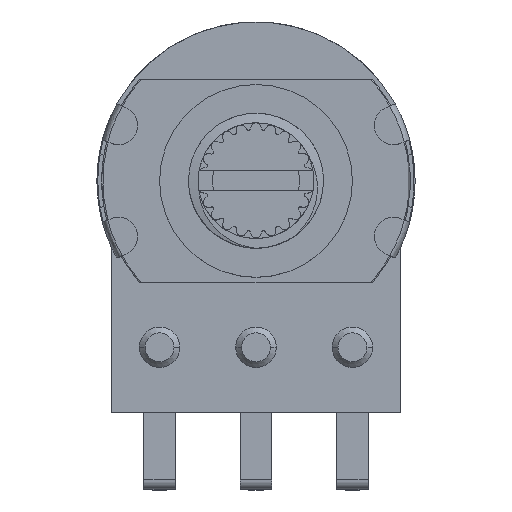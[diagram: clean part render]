
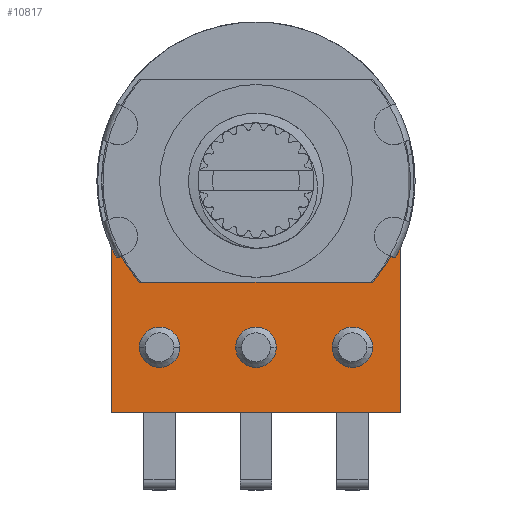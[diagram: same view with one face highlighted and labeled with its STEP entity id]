
A CAD part, top view. The second image highlights one B-rep face of the part: STEP entity #10817.
In plain terms, the highlighted planar face has unit normal (0, 0, 1).
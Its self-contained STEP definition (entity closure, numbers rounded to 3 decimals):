
#172 = LINE ( 'NONE', #6224, #14765 ) ;
#246 = EDGE_CURVE ( 'NONE', #7565, #7881, #7078, .T. ) ;
#326 = CIRCLE ( 'NONE', #4390, 0.75 ) ;
#643 = CARTESIAN_POINT ( 'NONE',  ( -7.22, -3.992, 7.1 ) ) ;
#678 = DIRECTION ( 'NONE',  ( 0., 0., 1. ) ) ;
#687 = DIRECTION ( 'NONE',  ( 1., 0., 0. ) ) ;
#1037 = CARTESIAN_POINT ( 'NONE',  ( -7.5, -3.437, 7.1 ) ) ;
#1179 = VERTEX_POINT ( 'NONE', #7269 ) ;
#1258 = EDGE_LOOP ( 'NONE', ( #9361, #14921 ) ) ;
#1649 = CARTESIAN_POINT ( 'NONE',  ( 0., 0., 7.1 ) ) ;
#1653 = DIRECTION ( 'NONE',  ( 0., 0., 1. ) ) ;
#1994 = EDGE_CURVE ( 'NONE', #13483, #3283, #8416, .T. ) ;
#2061 = VECTOR ( 'NONE', #16152, 1000. ) ;
#2119 = CARTESIAN_POINT ( 'NONE',  ( 7.5, -3.437, 7.1 ) ) ;
#2294 = CIRCLE ( 'NONE', #12593, 8.25 ) ;
#2336 = DIRECTION ( 'NONE',  ( 1., 0., 0. ) ) ;
#2580 = VERTEX_POINT ( 'NONE', #4951 ) ;
#2737 = EDGE_CURVE ( 'NONE', #11644, #9529, #5925, .T. ) ;
#2776 = CARTESIAN_POINT ( 'NONE',  ( 0., 0., 7.1 ) ) ;
#3118 = ORIENTED_EDGE ( 'NONE', *, *, #246, .F. ) ;
#3137 = VERTEX_POINT ( 'NONE', #8678 ) ;
#3255 = AXIS2_PLACEMENT_3D ( 'NONE', #9769, #678, #2336 ) ;
#3261 = VECTOR ( 'NONE', #11954, 1000. ) ;
#3283 = VERTEX_POINT ( 'NONE', #10992 ) ;
#3483 = ORIENTED_EDGE ( 'NONE', *, *, #12160, .F. ) ;
#3492 = DIRECTION ( 'NONE',  ( 0., 0., 1. ) ) ;
#3615 = CARTESIAN_POINT ( 'NONE',  ( -7.5, -12., 7.1 ) ) ;
#3783 = CARTESIAN_POINT ( 'NONE',  ( -6.036, -5.25, 7.1 ) ) ;
#4016 = DIRECTION ( 'NONE',  ( 1., 0., 0. ) ) ;
#4211 = DIRECTION ( 'NONE',  ( 1., 0., 0. ) ) ;
#4308 = DIRECTION ( 'NONE',  ( 0., 0., 1. ) ) ;
#4339 = VERTEX_POINT ( 'NONE', #16070 ) ;
#4390 = AXIS2_PLACEMENT_3D ( 'NONE', #9689, #9593, #687 ) ;
#4484 = AXIS2_PLACEMENT_3D ( 'NONE', #1649, #19300, #10462 ) ;
#4549 = ORIENTED_EDGE ( 'NONE', *, *, #1994, .T. ) ;
#4863 = AXIS2_PLACEMENT_3D ( 'NONE', #9363, #3492, #13550 ) ;
#4875 = VERTEX_POINT ( 'NONE', #18658 ) ;
#4951 = CARTESIAN_POINT ( 'NONE',  ( 0.75, -8.625, 7.1 ) ) ;
#5179 = EDGE_CURVE ( 'NONE', #14436, #3137, #326, .T. ) ;
#5440 = AXIS2_PLACEMENT_3D ( 'NONE', #10432, #8990, #11606 ) ;
#5747 = ORIENTED_EDGE ( 'NONE', *, *, #15525, .F. ) ;
#5767 = ORIENTED_EDGE ( 'NONE', *, *, #7201, .F. ) ;
#5832 = LINE ( 'NONE', #1037, #6032 ) ;
#5891 = EDGE_LOOP ( 'NONE', ( #13359, #8899 ) ) ;
#5925 = LINE ( 'NONE', #14498, #2061 ) ;
#5955 = FACE_BOUND ( 'NONE', #16861, .T. ) ;
#6032 = VECTOR ( 'NONE', #19066, 1000. ) ;
#6224 = CARTESIAN_POINT ( 'NONE',  ( -0.374, -0.927, 7.1 ) ) ;
#6261 = CARTESIAN_POINT ( 'NONE',  ( -7.5, -12., 7.1 ) ) ;
#6282 = AXIS2_PLACEMENT_3D ( 'NONE', #17651, #16181, #7301 ) ;
#6379 = CARTESIAN_POINT ( 'NONE',  ( 6.036, -5.25, 7.1 ) ) ;
#6850 = EDGE_LOOP ( 'NONE', ( #5767, #9343, #3483, #8521, #7290, #3118, #14771, #10540, #4549, #18453 ) ) ;
#7078 = LINE ( 'NONE', #15861, #11095 ) ;
#7107 = CARTESIAN_POINT ( 'NONE',  ( -5.75, -8.625, 7.1 ) ) ;
#7112 = CARTESIAN_POINT ( 'NONE',  ( 0., 0., 7.1 ) ) ;
#7201 = EDGE_CURVE ( 'NONE', #1179, #8653, #18605, .T. ) ;
#7269 = CARTESIAN_POINT ( 'NONE',  ( 7.22, -3.992, 7.1 ) ) ;
#7290 = ORIENTED_EDGE ( 'NONE', *, *, #14256, .F. ) ;
#7301 = DIRECTION ( 'NONE',  ( 1., 0., 0. ) ) ;
#7342 = VERTEX_POINT ( 'NONE', #17143 ) ;
#7565 = VERTEX_POINT ( 'NONE', #643 ) ;
#7881 = VERTEX_POINT ( 'NONE', #18821 ) ;
#8416 = LINE ( 'NONE', #3615, #8846 ) ;
#8521 = ORIENTED_EDGE ( 'NONE', *, *, #2737, .F. ) ;
#8652 = CIRCLE ( 'NONE', #14196, 8. ) ;
#8653 = VERTEX_POINT ( 'NONE', #2119 ) ;
#8678 = CARTESIAN_POINT ( 'NONE',  ( -4.25, -8.625, 7.1 ) ) ;
#8707 = DIRECTION ( 'NONE',  ( 0., 0., 1. ) ) ;
#8806 = ORIENTED_EDGE ( 'NONE', *, *, #19041, .F. ) ;
#8846 = VECTOR ( 'NONE', #14324, 1000. ) ;
#8899 = ORIENTED_EDGE ( 'NONE', *, *, #5179, .F. ) ;
#8990 = DIRECTION ( 'NONE',  ( 0., 0., 1. ) ) ;
#9343 = ORIENTED_EDGE ( 'NONE', *, *, #11177, .F. ) ;
#9361 = ORIENTED_EDGE ( 'NONE', *, *, #17805, .F. ) ;
#9363 = CARTESIAN_POINT ( 'NONE',  ( 0., -8.625, 7.1 ) ) ;
#9529 = VERTEX_POINT ( 'NONE', #6379 ) ;
#9593 = DIRECTION ( 'NONE',  ( 0., 0., 1. ) ) ;
#9689 = CARTESIAN_POINT ( 'NONE',  ( -5., -8.625, 7.1 ) ) ;
#9769 = CARTESIAN_POINT ( 'NONE',  ( 0., -8.625, 7.1 ) ) ;
#10086 = EDGE_CURVE ( 'NONE', #16055, #7565, #2294, .T. ) ;
#10360 = FACE_BOUND ( 'NONE', #1258, .T. ) ;
#10432 = CARTESIAN_POINT ( 'NONE',  ( 5., -8.625, 7.1 ) ) ;
#10462 = DIRECTION ( 'NONE',  ( 1., 0., 0. ) ) ;
#10540 = ORIENTED_EDGE ( 'NONE', *, *, #16744, .T. ) ;
#10817 = ADVANCED_FACE ( 'NONE', ( #19094, #5955, #10360, #19203 ), #15007, .T. ) ;
#10992 = CARTESIAN_POINT ( 'NONE',  ( 7.5, -12., 7.1 ) ) ;
#11095 = VECTOR ( 'NONE', #11591, 1000. ) ;
#11177 = EDGE_CURVE ( 'NONE', #4875, #1179, #172, .T. ) ;
#11341 = EDGE_CURVE ( 'NONE', #3283, #8653, #11579, .T. ) ;
#11579 = LINE ( 'NONE', #13219, #3261 ) ;
#11591 = DIRECTION ( 'NONE',  ( 0.927, 0.374, 0. ) ) ;
#11606 = DIRECTION ( 'NONE',  ( 1., 0., 0. ) ) ;
#11627 = DIRECTION ( 'NONE',  ( 1., 0., 0. ) ) ;
#11644 = VERTEX_POINT ( 'NONE', #3783 ) ;
#11954 = DIRECTION ( 'NONE',  ( 0., 1., 0. ) ) ;
#11984 = CIRCLE ( 'NONE', #14453, 0.75 ) ;
#12160 = EDGE_CURVE ( 'NONE', #9529, #4875, #8652, .T. ) ;
#12593 = AXIS2_PLACEMENT_3D ( 'NONE', #7112, #4308, #11627 ) ;
#12866 = CARTESIAN_POINT ( 'NONE',  ( 5., -8.625, 7.1 ) ) ;
#12981 = DIRECTION ( 'NONE',  ( 0., 0., 1. ) ) ;
#13219 = CARTESIAN_POINT ( 'NONE',  ( 7.5, -3.437, 7.1 ) ) ;
#13359 = ORIENTED_EDGE ( 'NONE', *, *, #18438, .F. ) ;
#13483 = VERTEX_POINT ( 'NONE', #6261 ) ;
#13550 = DIRECTION ( 'NONE',  ( 1., 0., 0. ) ) ;
#13664 = CARTESIAN_POINT ( 'NONE',  ( 4.25, -8.625, 7.1 ) ) ;
#13813 = DIRECTION ( 'NONE',  ( 0.927, -0.374, 0. ) ) ;
#13857 = CIRCLE ( 'NONE', #5440, 0.75 ) ;
#14196 = AXIS2_PLACEMENT_3D ( 'NONE', #2776, #17479, #14563 ) ;
#14256 = EDGE_CURVE ( 'NONE', #7881, #11644, #17784, .T. ) ;
#14324 = DIRECTION ( 'NONE',  ( 1., 0., 0. ) ) ;
#14436 = VERTEX_POINT ( 'NONE', #7107 ) ;
#14453 = AXIS2_PLACEMENT_3D ( 'NONE', #15961, #8707, #14510 ) ;
#14498 = CARTESIAN_POINT ( 'NONE',  ( 0., -5.25, 7.1 ) ) ;
#14510 = DIRECTION ( 'NONE',  ( 1., 0., 0. ) ) ;
#14563 = DIRECTION ( 'NONE',  ( 1., 0., 0. ) ) ;
#14765 = VECTOR ( 'NONE', #13813, 1000. ) ;
#14771 = ORIENTED_EDGE ( 'NONE', *, *, #10086, .F. ) ;
#14921 = ORIENTED_EDGE ( 'NONE', *, *, #18408, .F. ) ;
#15007 = PLANE ( 'NONE',  #4484 ) ;
#15011 = CARTESIAN_POINT ( 'NONE',  ( 0., 0., 7.1 ) ) ;
#15525 = EDGE_CURVE ( 'NONE', #7342, #2580, #17869, .T. ) ;
#15861 = CARTESIAN_POINT ( 'NONE',  ( 0.374, -0.927, 7.1 ) ) ;
#15961 = CARTESIAN_POINT ( 'NONE',  ( -5., -8.625, 7.1 ) ) ;
#16055 = VERTEX_POINT ( 'NONE', #18736 ) ;
#16070 = CARTESIAN_POINT ( 'NONE',  ( 5.75, -8.625, 7.1 ) ) ;
#16152 = DIRECTION ( 'NONE',  ( 1., 0., 0. ) ) ;
#16181 = DIRECTION ( 'NONE',  ( 0., 0., 1. ) ) ;
#16609 = AXIS2_PLACEMENT_3D ( 'NONE', #12866, #12981, #4016 ) ;
#16744 = EDGE_CURVE ( 'NONE', #16055, #13483, #5832, .T. ) ;
#16861 = EDGE_LOOP ( 'NONE', ( #8806, #5747 ) ) ;
#16863 = VERTEX_POINT ( 'NONE', #13664 ) ;
#17053 = AXIS2_PLACEMENT_3D ( 'NONE', #15011, #1653, #4211 ) ;
#17143 = CARTESIAN_POINT ( 'NONE',  ( -0.75, -8.625, 7.1 ) ) ;
#17317 = CIRCLE ( 'NONE', #4863, 0.75 ) ;
#17479 = DIRECTION ( 'NONE',  ( 0., 0., 1. ) ) ;
#17651 = CARTESIAN_POINT ( 'NONE',  ( 0., 0., 7.1 ) ) ;
#17784 = CIRCLE ( 'NONE', #6282, 8. ) ;
#17805 = EDGE_CURVE ( 'NONE', #4339, #16863, #18168, .T. ) ;
#17869 = CIRCLE ( 'NONE', #3255, 0.75 ) ;
#18168 = CIRCLE ( 'NONE', #16609, 0.75 ) ;
#18408 = EDGE_CURVE ( 'NONE', #16863, #4339, #13857, .T. ) ;
#18438 = EDGE_CURVE ( 'NONE', #3137, #14436, #11984, .T. ) ;
#18453 = ORIENTED_EDGE ( 'NONE', *, *, #11341, .T. ) ;
#18605 = CIRCLE ( 'NONE', #17053, 8.25 ) ;
#18658 = CARTESIAN_POINT ( 'NONE',  ( 6.986, -3.898, 7.1 ) ) ;
#18736 = CARTESIAN_POINT ( 'NONE',  ( -7.5, -3.437, 7.1 ) ) ;
#18821 = CARTESIAN_POINT ( 'NONE',  ( -6.986, -3.898, 7.1 ) ) ;
#19041 = EDGE_CURVE ( 'NONE', #2580, #7342, #17317, .T. ) ;
#19066 = DIRECTION ( 'NONE',  ( 0., -1., 0. ) ) ;
#19094 = FACE_BOUND ( 'NONE', #5891, .T. ) ;
#19203 = FACE_OUTER_BOUND ( 'NONE', #6850, .T. ) ;
#19300 = DIRECTION ( 'NONE',  ( 0., 0., 1. ) ) ;
